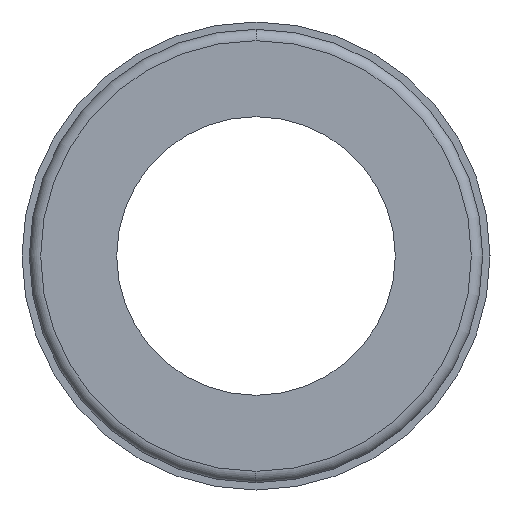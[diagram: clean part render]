
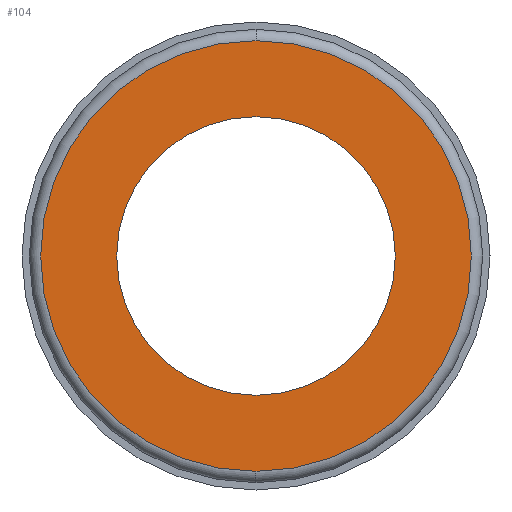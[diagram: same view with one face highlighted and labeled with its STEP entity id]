
A CAD part, left-side view. The second image highlights one B-rep face of the part: STEP entity #104.
In plain terms, the highlighted planar face has unit normal (-1, 0, 0).
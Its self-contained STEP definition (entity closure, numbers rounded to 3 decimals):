
#104=ADVANCED_FACE('',(#237,#238),#239,.T.);
#237=FACE_BOUND('',#382,.T.);
#238=FACE_OUTER_BOUND('',#383,.T.);
#239=PLANE('',#384);
#382=EDGE_LOOP('',(#872,#873));
#383=EDGE_LOOP('',(#874,#875,#876));
#384=AXIS2_PLACEMENT_3D('',#877,#878,#879);
#872=ORIENTED_EDGE('',*,*,#1106,.T.);
#873=ORIENTED_EDGE('',*,*,#1028,.T.);
#874=ORIENTED_EDGE('',*,*,#1120,.T.);
#875=ORIENTED_EDGE('',*,*,#997,.T.);
#876=ORIENTED_EDGE('',*,*,#1121,.T.);
#877=CARTESIAN_POINT('',(-20.9,-3.681,0.0));
#878=DIRECTION('',(-1.0,0.,0.0));
#879=DIRECTION('',(0.,-1.0,0.0));
#997=EDGE_CURVE('',#1201,#1207,#1209,.T.);
#1028=EDGE_CURVE('',#1261,#1265,#1267,.T.);
#1106=EDGE_CURVE('',#1265,#1261,#1391,.T.);
#1120=EDGE_CURVE('',#1406,#1201,#1407,.T.);
#1121=EDGE_CURVE('',#1207,#1406,#1408,.T.);
#1201=VERTEX_POINT('',#1541);
#1207=VERTEX_POINT('',#1547);
#1209=CIRCLE('',#1549,7.363);
#1261=VERTEX_POINT('',#1613);
#1265=VERTEX_POINT('',#1618);
#1267=CIRCLE('',#1621,4.763);
#1391=CIRCLE('',#1876,4.763);
#1406=VERTEX_POINT('',#1891);
#1407=CIRCLE('',#1892,7.363);
#1408=CIRCLE('',#1893,7.363);
#1541=CARTESIAN_POINT('',(-20.9,0.,7.363));
#1547=CARTESIAN_POINT('',(-20.9,0.,-7.363));
#1549=AXIS2_PLACEMENT_3D('',#2000,#2001,#2002);
#1613=CARTESIAN_POINT('',(-20.9,0.,-4.763));
#1618=CARTESIAN_POINT('',(-20.9,0.,4.763));
#1621=AXIS2_PLACEMENT_3D('',#2065,#2066,#2067);
#1876=AXIS2_PLACEMENT_3D('',#2193,#2194,#2195);
#1891=CARTESIAN_POINT('',(-20.9,-7.363,0.0));
#1892=AXIS2_PLACEMENT_3D('',#2235,#2236,#2237);
#1893=AXIS2_PLACEMENT_3D('',#2238,#2239,#2240);
#2000=CARTESIAN_POINT('',(-20.9,0.,0.0));
#2001=DIRECTION('',(-1.0,0.,0.0));
#2002=DIRECTION('',(0.,-1.0,0.0));
#2065=CARTESIAN_POINT('',(-20.9,0.0,0.0));
#2066=DIRECTION('',(1.0,0.,0.0));
#2067=DIRECTION('',(0.0,0.0,-1.0));
#2193=CARTESIAN_POINT('',(-20.9,0.0,0.0));
#2194=DIRECTION('',(1.0,0.,0.0));
#2195=DIRECTION('',(0.0,0.0,-1.0));
#2235=CARTESIAN_POINT('',(-20.9,0.,0.0));
#2236=DIRECTION('',(-1.0,0.,0.0));
#2237=DIRECTION('',(0.,-1.0,0.0));
#2238=CARTESIAN_POINT('',(-20.9,0.,0.0));
#2239=DIRECTION('',(-1.0,0.,0.0));
#2240=DIRECTION('',(0.,-1.0,0.0));
